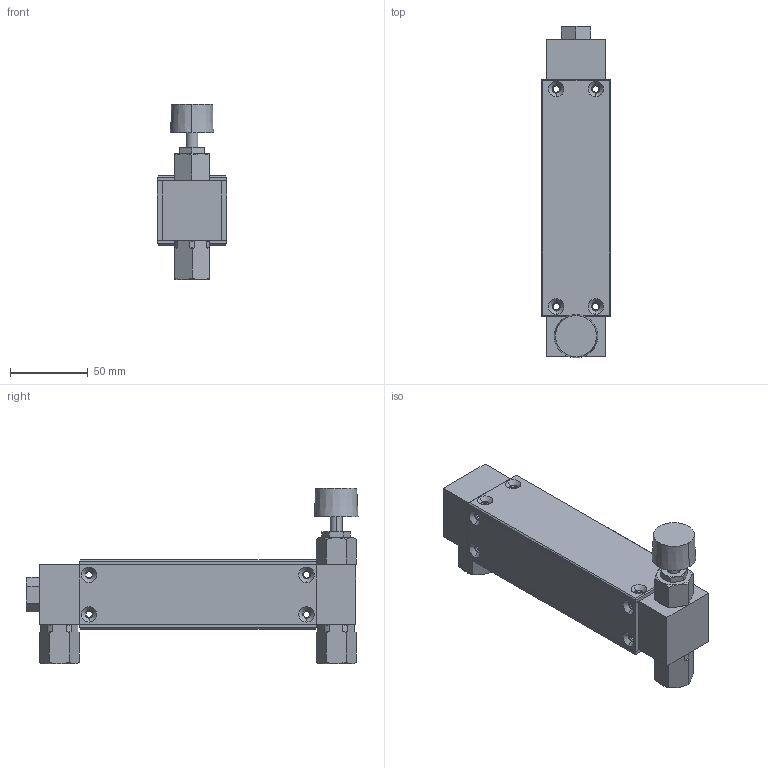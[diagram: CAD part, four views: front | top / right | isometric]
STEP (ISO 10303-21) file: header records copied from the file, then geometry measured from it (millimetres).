
FILE_DESCRIPTION (( 'STEP AP203' ), '1' );
FILE_NAME ('1358F-2-B-1.STEP', '2017-03-01T20:29:48', ( 'mrutkowski' ), ( 'Hewlett-Packard Company' ), 'SwSTEP 2.0', 'SolidWorks 2014', '' );
FILE_SCHEMA (( 'CONFIG_CONTROL_DESIGN' ));
Length unit declared in the file: inch
Products named in the file (1): 1358F-2-B-1
Bounding box: 44.45 x 213.23 x 112.78 mm (x, y, z)
Surface area: 55894.8 mm2 (no closed solid volume)
Topology: 0 solids, 13 shells, 273 faces, 765 edges, 488 vertices
Faces by surface type: cone 97, cylinder 92, plane 74, bspline 10
Entity records: 9806 total; most frequent: CARTESIAN_POINT 2889, DIRECTION 1442, ORIENTED_EDGE 1311, EDGE_CURVE 765, AXIS2_PLACEMENT_3D 547, VERTEX_POINT 488, LINE 348, VECTOR 348
